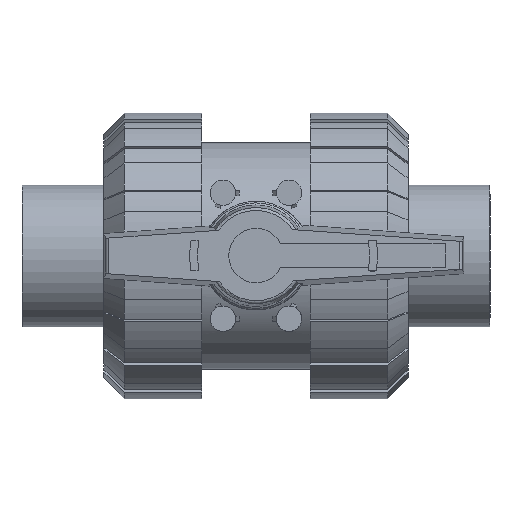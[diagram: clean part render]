
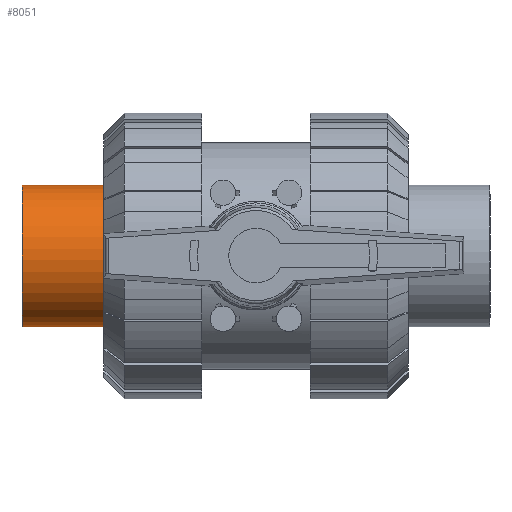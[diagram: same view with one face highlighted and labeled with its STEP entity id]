
A CAD part, top view. The second image highlights one B-rep face of the part: STEP entity #8051.
In plain terms, the highlighted free-form (B-spline) face has degree [8, 1] with [9, 2] control points.
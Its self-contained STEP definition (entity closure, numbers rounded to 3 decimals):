
#7373=CARTESIAN_POINT('',(-148.5,45.,100.));
#7374=VERTEX_POINT('',#7373);
#7375=CARTESIAN_POINT('',(-148.5,-45.,100.));
#7376=VERTEX_POINT('',#7375);
#7377=CARTESIAN_POINT('',(-148.5,45.,99.955));
#7378=CARTESIAN_POINT('',(-148.5,45.018,117.638));
#7379=CARTESIAN_POINT('',(-148.5,37.095,135.328));
#7380=CARTESIAN_POINT('',(-148.5,21.23,148.866));
#7381=CARTESIAN_POINT('',(-148.5,0.005,154.094));
#7382=CARTESIAN_POINT('',(-148.5,-21.235,148.866));
#7383=CARTESIAN_POINT('',(-148.5,-37.096,135.328));
#7384=CARTESIAN_POINT('',(-148.5,-45.018,117.638));
#7385=CARTESIAN_POINT('',(-148.5,-45.,99.955));
#7386=B_SPLINE_CURVE_WITH_KNOTS('',8,(#7377,#7378,#7379,#7380,#7381,#7382,#7383,#7384,#7385),.UNSPECIFIED.,.F.,.U.,(9,9),(-3.143,0.001),.UNSPECIFIED.);
#7387=EDGE_CURVE('',#7374,#7376,#7386,.T.);
#7983=CARTESIAN_POINT('',(-94.5,-45.,100.));
#7984=VERTEX_POINT('',#7983);
#7985=CARTESIAN_POINT('',(-94.5,45.,100.));
#7986=VERTEX_POINT('',#7985);
#7999=CARTESIAN_POINT('',(-148.5,-45.,100.));
#8000=DIRECTION('',(1.0,0.0,0.0));
#8001=VECTOR('',#8000,54.0);
#8002=LINE('',#7999,#8001);
#8003=EDGE_CURVE('',#7376,#7984,#8002,.T.);
#8006=CARTESIAN_POINT('',(-94.5,45.,100.));
#8007=DIRECTION('',(-1.0,0.0,0.0));
#8008=VECTOR('',#8007,54.);
#8009=LINE('',#8006,#8008);
#8010=EDGE_CURVE('',#7986,#7374,#8009,.T.);
#8015=CARTESIAN_POINT('',(-94.499,-45.,99.955));
#8016=CARTESIAN_POINT('',(-94.499,-45.018,117.638));
#8017=CARTESIAN_POINT('',(-94.499,-37.096,135.328));
#8018=CARTESIAN_POINT('',(-94.499,-21.235,148.866));
#8019=CARTESIAN_POINT('',(-94.499,0.005,154.094));
#8020=CARTESIAN_POINT('',(-94.499,21.23,148.866));
#8021=CARTESIAN_POINT('',(-94.499,37.095,135.328));
#8022=CARTESIAN_POINT('',(-94.499,45.018,117.638));
#8023=CARTESIAN_POINT('',(-94.499,45.,99.955));
#8024=CARTESIAN_POINT('',(-159.301,-45.,99.955));
#8025=CARTESIAN_POINT('',(-159.301,-45.018,117.638));
#8026=CARTESIAN_POINT('',(-159.301,-37.096,135.328));
#8027=CARTESIAN_POINT('',(-159.301,-21.235,148.866));
#8028=CARTESIAN_POINT('',(-159.301,0.005,154.094));
#8029=CARTESIAN_POINT('',(-159.301,21.23,148.866));
#8030=CARTESIAN_POINT('',(-159.301,37.095,135.328));
#8031=CARTESIAN_POINT('',(-159.301,45.018,117.638));
#8032=CARTESIAN_POINT('',(-159.301,45.,99.955));
#8033=B_SPLINE_SURFACE_WITH_KNOTS('',8,1,((#8015,#8024),(#8016,#8025),(#8017,#8026),(#8018,#8027),(#8019,#8028),(#8020,#8029),(#8021,#8030),(#8022,#8031),(#8023,#8032)),.UNSPECIFIED.,.F.,.F.,.F.,(9,9),(2,2),(-3.143,0.001),(0.0,6.48),.UNSPECIFIED.);
#8034=CARTESIAN_POINT('',(-94.5,45.,99.955));
#8035=CARTESIAN_POINT('',(-94.5,45.018,117.638));
#8036=CARTESIAN_POINT('',(-94.5,37.095,135.328));
#8037=CARTESIAN_POINT('',(-94.5,21.23,148.866));
#8038=CARTESIAN_POINT('',(-94.5,0.005,154.094));
#8039=CARTESIAN_POINT('',(-94.5,-21.235,148.866));
#8040=CARTESIAN_POINT('',(-94.5,-37.096,135.328));
#8041=CARTESIAN_POINT('',(-94.5,-45.018,117.638));
#8042=CARTESIAN_POINT('',(-94.5,-45.,99.955));
#8043=B_SPLINE_CURVE_WITH_KNOTS('',8,(#8034,#8035,#8036,#8037,#8038,#8039,#8040,#8041,#8042),.UNSPECIFIED.,.F.,.U.,(9,9),(-3.143,0.001),.UNSPECIFIED.);
#8044=EDGE_CURVE('',#7986,#7984,#8043,.T.);
#8045=ORIENTED_EDGE('',*,*,#8044,.F.);
#8046=ORIENTED_EDGE('',*,*,#8010,.T.);
#8047=ORIENTED_EDGE('',*,*,#7387,.T.);
#8048=ORIENTED_EDGE('',*,*,#8003,.T.);
#8049=EDGE_LOOP('',(#8045,#8046,#8047,#8048));
#8050=FACE_OUTER_BOUND('',#8049,.T.);
#8051=ADVANCED_FACE('',(#8050),#8033,.T.);
